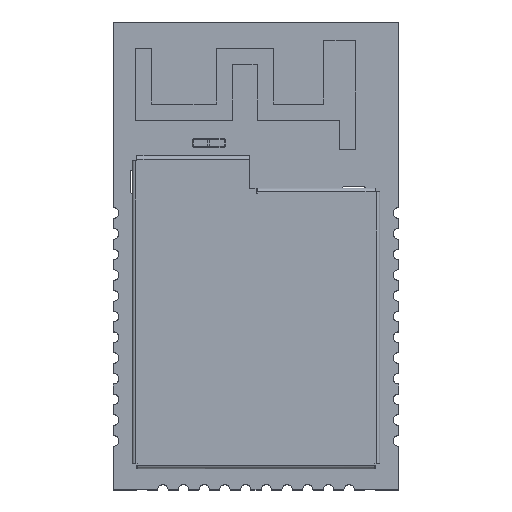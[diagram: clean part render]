
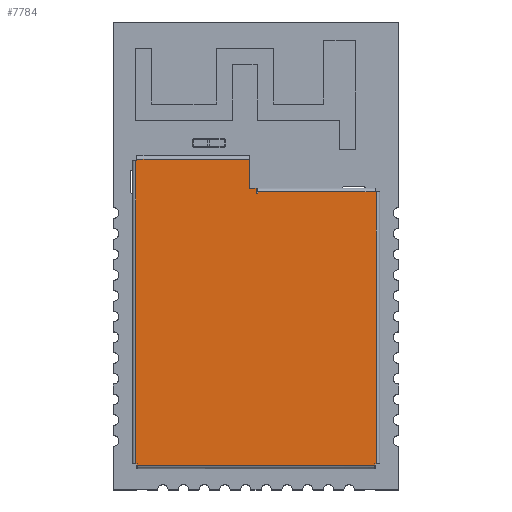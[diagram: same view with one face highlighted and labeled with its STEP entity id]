
A CAD part, top view. The second image highlights one B-rep face of the part: STEP entity #7784.
In plain terms, the highlighted planar face has unit normal (0, 0, 1).
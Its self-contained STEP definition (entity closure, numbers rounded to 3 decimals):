
#30 = LINE ( 'NONE', #8247, #2020 ) ;
#48 = VECTOR ( 'NONE', #1953, 1000. ) ;
#72 = CARTESIAN_POINT ( 'NONE',  ( 8.85, 18.28, 1.5 ) ) ;
#79 = VECTOR ( 'NONE', #4574, 1000. ) ;
#91 = CARTESIAN_POINT ( 'NONE',  ( 16.13, 18.28, 1.5 ) ) ;
#102 = ORIENTED_EDGE ( 'NONE', *, *, #563, .F. ) ;
#167 = ORIENTED_EDGE ( 'NONE', *, *, #270, .T. ) ;
#270 = EDGE_CURVE ( 'NONE', #550, #10417, #30, .T. ) ;
#274 = CARTESIAN_POINT ( 'NONE',  ( 1.47, 1.52, 1.5 ) ) ;
#307 = VECTOR ( 'NONE', #9504, 1000. ) ;
#317 = EDGE_CURVE ( 'NONE', #5613, #9422, #3448, .T. ) ;
#395 = DIRECTION ( 'NONE',  ( 0., 1., 0. ) ) ;
#550 = VERTEX_POINT ( 'NONE', #5816 ) ;
#563 = EDGE_CURVE ( 'NONE', #8397, #10417, #2674, .T. ) ;
#574 = LINE ( 'NONE', #1479, #7190 ) ;
#629 = CARTESIAN_POINT ( 'NONE',  ( 16.15, 1.6, 1.5 ) ) ;
#638 = VECTOR ( 'NONE', #3486, 1000. ) ;
#824 = DIRECTION ( 'NONE',  ( 0., 1., 0. ) ) ;
#862 = CARTESIAN_POINT ( 'NONE',  ( 16.15, 20.28, 1.5 ) ) ;
#866 = CARTESIAN_POINT ( 'NONE',  ( 1.37, 1.6, 1.5 ) ) ;
#991 = ORIENTED_EDGE ( 'NONE', *, *, #8383, .T. ) ;
#1042 = EDGE_CURVE ( 'NONE', #9636, #6429, #3241, .T. ) ;
#1060 = ORIENTED_EDGE ( 'NONE', *, *, #2411, .T. ) ;
#1074 = CARTESIAN_POINT ( 'NONE',  ( 8.75, 18.18, 1.5 ) ) ;
#1101 = FACE_OUTER_BOUND ( 'NONE', #1493, .T. ) ;
#1143 = EDGE_CURVE ( 'NONE', #10125, #9380, #9674, .T. ) ;
#1280 = VECTOR ( 'NONE', #2963, 1000. ) ;
#1298 = CARTESIAN_POINT ( 'NONE',  ( 1.45, 20.3, 1.5 ) ) ;
#1479 = CARTESIAN_POINT ( 'NONE',  ( 8.85, 18.18, 1.5 ) ) ;
#1493 = EDGE_LOOP ( 'NONE', ( #1060, #6443, #9886, #7613, #167, #102, #5159, #1506, #2895, #9913, #9488, #991, #4669, #4882, #5700, #4381, #2697 ) ) ;
#1506 = ORIENTED_EDGE ( 'NONE', *, *, #5402, .F. ) ;
#1584 = VERTEX_POINT ( 'NONE', #3640 ) ;
#1632 = EDGE_CURVE ( 'NONE', #2202, #6157, #2955, .T. ) ;
#1664 = VECTOR ( 'NONE', #6356, 1000. ) ;
#1871 = CARTESIAN_POINT ( 'NONE',  ( 8.85, 18.28, 1.5 ) ) ;
#1943 = LINE ( 'NONE', #4256, #10401 ) ;
#1953 = DIRECTION ( 'NONE',  ( 1., 0., 0. ) ) ;
#2020 = VECTOR ( 'NONE', #3503, 1000. ) ;
#2202 = VERTEX_POINT ( 'NONE', #8559 ) ;
#2411 = EDGE_CURVE ( 'NONE', #2452, #7477, #1943, .T. ) ;
#2452 = VERTEX_POINT ( 'NONE', #4627 ) ;
#2650 = CARTESIAN_POINT ( 'NONE',  ( 8.35, 18.5, 1.5 ) ) ;
#2674 = LINE ( 'NONE', #1871, #7826 ) ;
#2697 = ORIENTED_EDGE ( 'NONE', *, *, #10224, .T. ) ;
#2725 = DIRECTION ( 'NONE',  ( 0., 1., 0. ) ) ;
#2851 = LINE ( 'NONE', #6828, #79 ) ;
#2895 = ORIENTED_EDGE ( 'NONE', *, *, #5541, .T. ) ;
#2955 = LINE ( 'NONE', #3911, #7248 ) ;
#2963 = DIRECTION ( 'NONE',  ( 0., -1., 0. ) ) ;
#3021 = VECTOR ( 'NONE', #7839, 1000. ) ;
#3241 = LINE ( 'NONE', #6524, #9907 ) ;
#3295 = AXIS2_PLACEMENT_3D ( 'NONE', #3504, #9192, #7565 ) ;
#3448 = LINE ( 'NONE', #6575, #7943 ) ;
#3486 = DIRECTION ( 'NONE',  ( -1., 0., 0. ) ) ;
#3503 = DIRECTION ( 'NONE',  ( -1., 0., 0. ) ) ;
#3504 = CARTESIAN_POINT ( 'NONE',  ( 16.15, 20.3, 1.5 ) ) ;
#3640 = CARTESIAN_POINT ( 'NONE',  ( 8.75, 18.5, 1.5 ) ) ;
#3911 = CARTESIAN_POINT ( 'NONE',  ( 1.47, 20.3, 1.5 ) ) ;
#4256 = CARTESIAN_POINT ( 'NONE',  ( 16.03, 20.3, 1.5 ) ) ;
#4381 = ORIENTED_EDGE ( 'NONE', *, *, #1632, .T. ) ;
#4530 = CARTESIAN_POINT ( 'NONE',  ( 1.45, 20.18, 1.5 ) ) ;
#4574 = DIRECTION ( 'NONE',  ( -1., 0., 0. ) ) ;
#4627 = CARTESIAN_POINT ( 'NONE',  ( 16.03, 1.52, 1.5 ) ) ;
#4669 = ORIENTED_EDGE ( 'NONE', *, *, #5322, .T. ) ;
#4882 = ORIENTED_EDGE ( 'NONE', *, *, #317, .T. ) ;
#4973 = CARTESIAN_POINT ( 'NONE',  ( 1.45, 20.28, 1.5 ) ) ;
#5159 = ORIENTED_EDGE ( 'NONE', *, *, #10349, .F. ) ;
#5321 = LINE ( 'NONE', #6884, #1280 ) ;
#5322 = EDGE_CURVE ( 'NONE', #10237, #5613, #2851, .T. ) ;
#5402 = EDGE_CURVE ( 'NONE', #1584, #8572, #5321, .T. ) ;
#5541 = EDGE_CURVE ( 'NONE', #1584, #10125, #10374, .T. ) ;
#5608 = DIRECTION ( 'NONE',  ( -1., 0., 0. ) ) ;
#5613 = VERTEX_POINT ( 'NONE', #7413 ) ;
#5670 = EDGE_CURVE ( 'NONE', #9422, #2202, #10151, .T. ) ;
#5700 = ORIENTED_EDGE ( 'NONE', *, *, #5670, .T. ) ;
#5739 = DIRECTION ( 'NONE',  ( 0., -1., 0. ) ) ;
#5785 = EDGE_CURVE ( 'NONE', #9380, #7405, #9914, .T. ) ;
#5816 = CARTESIAN_POINT ( 'NONE',  ( 16.05, 18.28, 1.5 ) ) ;
#6157 = VERTEX_POINT ( 'NONE', #274 ) ;
#6184 = EDGE_CURVE ( 'NONE', #6429, #550, #6915, .T. ) ;
#6356 = DIRECTION ( 'NONE',  ( 1., 0., 0. ) ) ;
#6391 = CARTESIAN_POINT ( 'NONE',  ( 8.35, 18.5, 1.5 ) ) ;
#6429 = VERTEX_POINT ( 'NONE', #91 ) ;
#6443 = ORIENTED_EDGE ( 'NONE', *, *, #8504, .T. ) ;
#6524 = CARTESIAN_POINT ( 'NONE',  ( 16.13, 20.3, 1.5 ) ) ;
#6575 = CARTESIAN_POINT ( 'NONE',  ( 1.37, 20.3, 1.5 ) ) ;
#6702 = CARTESIAN_POINT ( 'NONE',  ( 16.13, 1.6, 1.5 ) ) ;
#6828 = CARTESIAN_POINT ( 'NONE',  ( 16.15, 20.18, 1.5 ) ) ;
#6884 = CARTESIAN_POINT ( 'NONE',  ( 8.75, 18.18, 1.5 ) ) ;
#6915 = LINE ( 'NONE', #8368, #7075 ) ;
#6983 = LINE ( 'NONE', #1298, #307 ) ;
#7075 = VECTOR ( 'NONE', #10008, 1000. ) ;
#7190 = VECTOR ( 'NONE', #8762, 1000. ) ;
#7248 = VECTOR ( 'NONE', #7765, 1000. ) ;
#7405 = VERTEX_POINT ( 'NONE', #4973 ) ;
#7406 = CARTESIAN_POINT ( 'NONE',  ( 8.35, 18.5, 1.5 ) ) ;
#7413 = CARTESIAN_POINT ( 'NONE',  ( 1.37, 20.18, 1.5 ) ) ;
#7477 = VERTEX_POINT ( 'NONE', #10056 ) ;
#7565 = DIRECTION ( 'NONE',  ( 1., 0., 0. ) ) ;
#7613 = ORIENTED_EDGE ( 'NONE', *, *, #6184, .T. ) ;
#7620 = CARTESIAN_POINT ( 'NONE',  ( 16.15, 1.52, 1.5 ) ) ;
#7765 = DIRECTION ( 'NONE',  ( 0., -1., 0. ) ) ;
#7784 = ADVANCED_FACE ( 'NONE', ( #1101 ), #9936, .T. ) ;
#7826 = VECTOR ( 'NONE', #2725, 1000. ) ;
#7839 = DIRECTION ( 'NONE',  ( 1., 0., 0. ) ) ;
#7943 = VECTOR ( 'NONE', #5739, 1000. ) ;
#8236 = CARTESIAN_POINT ( 'NONE',  ( 8.35, 20.28, 1.5 ) ) ;
#8247 = CARTESIAN_POINT ( 'NONE',  ( 16.15, 18.28, 1.5 ) ) ;
#8368 = CARTESIAN_POINT ( 'NONE',  ( 16.15, 18.28, 1.5 ) ) ;
#8383 = EDGE_CURVE ( 'NONE', #7405, #10237, #6983, .T. ) ;
#8397 = VERTEX_POINT ( 'NONE', #9934 ) ;
#8504 = EDGE_CURVE ( 'NONE', #7477, #9636, #10342, .T. ) ;
#8559 = CARTESIAN_POINT ( 'NONE',  ( 1.47, 1.6, 1.5 ) ) ;
#8572 = VERTEX_POINT ( 'NONE', #1074 ) ;
#8762 = DIRECTION ( 'NONE',  ( 1., 0., 0. ) ) ;
#8840 = CARTESIAN_POINT ( 'NONE',  ( 16.15, 1.6, 1.5 ) ) ;
#9041 = VECTOR ( 'NONE', #5608, 1000. ) ;
#9079 = DIRECTION ( 'NONE',  ( 0., 1., 0. ) ) ;
#9192 = DIRECTION ( 'NONE',  ( 0., 0., 1. ) ) ;
#9244 = LINE ( 'NONE', #7620, #48 ) ;
#9380 = VERTEX_POINT ( 'NONE', #8236 ) ;
#9422 = VERTEX_POINT ( 'NONE', #866 ) ;
#9488 = ORIENTED_EDGE ( 'NONE', *, *, #5785, .T. ) ;
#9504 = DIRECTION ( 'NONE',  ( 0., -1., 0. ) ) ;
#9636 = VERTEX_POINT ( 'NONE', #6702 ) ;
#9674 = LINE ( 'NONE', #7406, #10420 ) ;
#9886 = ORIENTED_EDGE ( 'NONE', *, *, #1042, .T. ) ;
#9907 = VECTOR ( 'NONE', #9079, 1000. ) ;
#9913 = ORIENTED_EDGE ( 'NONE', *, *, #1143, .T. ) ;
#9914 = LINE ( 'NONE', #862, #638 ) ;
#9934 = CARTESIAN_POINT ( 'NONE',  ( 8.85, 18.18, 1.5 ) ) ;
#9936 = PLANE ( 'NONE',  #3295 ) ;
#10008 = DIRECTION ( 'NONE',  ( -1., 0., 0. ) ) ;
#10056 = CARTESIAN_POINT ( 'NONE',  ( 16.03, 1.6, 1.5 ) ) ;
#10125 = VERTEX_POINT ( 'NONE', #2650 ) ;
#10151 = LINE ( 'NONE', #629, #3021 ) ;
#10224 = EDGE_CURVE ( 'NONE', #6157, #2452, #9244, .T. ) ;
#10237 = VERTEX_POINT ( 'NONE', #4530 ) ;
#10342 = LINE ( 'NONE', #8840, #1664 ) ;
#10349 = EDGE_CURVE ( 'NONE', #8572, #8397, #574, .T. ) ;
#10374 = LINE ( 'NONE', #6391, #9041 ) ;
#10401 = VECTOR ( 'NONE', #395, 1000. ) ;
#10417 = VERTEX_POINT ( 'NONE', #72 ) ;
#10420 = VECTOR ( 'NONE', #824, 1000. ) ;
